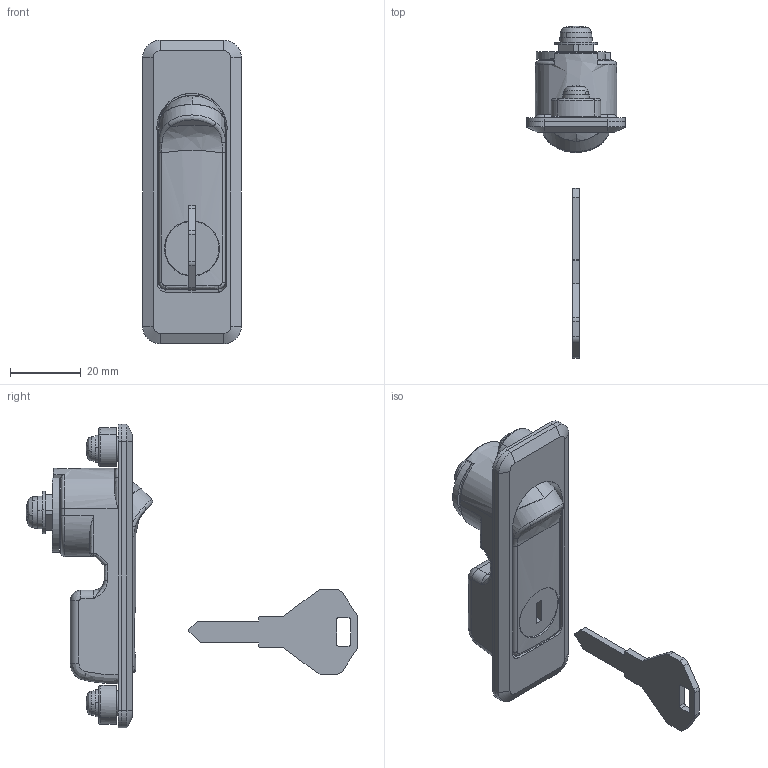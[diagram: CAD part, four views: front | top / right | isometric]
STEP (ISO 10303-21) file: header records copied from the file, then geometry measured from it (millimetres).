
FILE_DESCRIPTION((''),'2;1');
FILE_NAME('','2005-10-12T12:30:19',(''),(''),'','CADfix','');
FILE_SCHEMA(('AUTOMOTIVE_DESIGN'));
Length unit declared in the file: millimetre
Products named in the file (12): lock; key; screw_B; bracket; shaft; screw_A; pin; packing; handle; control_cam; base; THA_505_3K_4745_36
Assembly tree (13 placements, depth 2):
  THA_505_3K_4745_36
    lock
    key
    screw_B  x2
    bracket  x2
    shaft
    screw_A
    pin
    packing
    handle
    control_cam
    base
Bounding box: 28 x 93.93 x 86 mm (x, y, z)
Volume: 25977.2 mm3; surface area: 23383.7 mm2
Topology: 13 solids, 13 shells, 437 faces, 1205 edges, 808 vertices
Faces by surface type: bspline 437
Entity records: 15193 total; most frequent: CARTESIAN_POINT 8952, ORIENTED_EDGE 2132, EDGE_CURVE 1066, VERTEX_POINT 715, QUASI_UNIFORM_CURVE 486, EDGE_LOOP 425, FACE_OUTER_BOUND 389, ADVANCED_FACE 389
